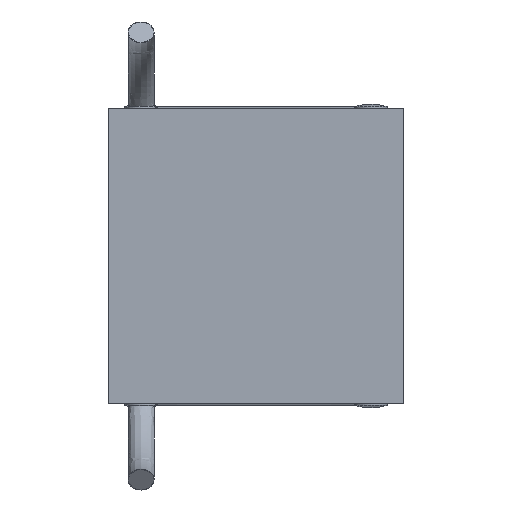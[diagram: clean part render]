
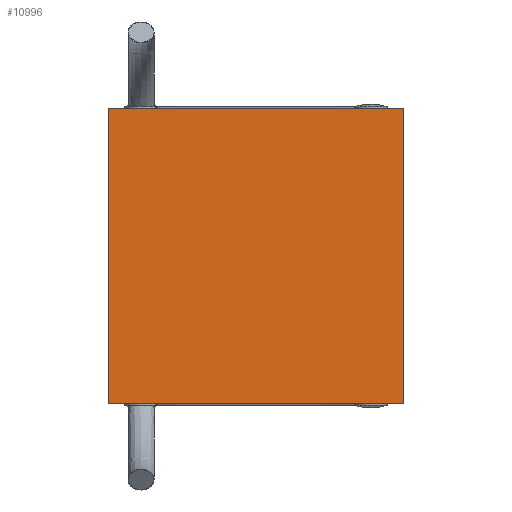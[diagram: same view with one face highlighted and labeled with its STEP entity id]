
A CAD part, front view. The second image highlights one B-rep face of the part: STEP entity #10996.
In plain terms, the highlighted planar face has unit normal (0, -1, 0).
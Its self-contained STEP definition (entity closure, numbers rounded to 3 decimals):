
#327 = LINE ( 'NONE', #16348, #14956 ) ;
#349 = VERTEX_POINT ( 'NONE', #13521 ) ;
#1656 = VECTOR ( 'NONE', #9835, 1000. ) ;
#1957 = VECTOR ( 'NONE', #18932, 1000. ) ;
#3051 = CARTESIAN_POINT ( 'NONE',  ( -5., -3.502, 5. ) ) ;
#3718 = ORIENTED_EDGE ( 'NONE', *, *, #16378, .T. ) ;
#5311 = CARTESIAN_POINT ( 'NONE',  ( 0., -3.502, 0. ) ) ;
#5985 = AXIS2_PLACEMENT_3D ( 'NONE', #5311, #19226, #7312 ) ;
#6078 = LINE ( 'NONE', #25520, #16736 ) ;
#7017 = CARTESIAN_POINT ( 'NONE',  ( 5., -3.502, 5. ) ) ;
#7312 = DIRECTION ( 'NONE',  ( 0., 0., -1. ) ) ;
#7913 = CARTESIAN_POINT ( 'NONE',  ( 5., -3.502, -5. ) ) ;
#7921 = EDGE_LOOP ( 'NONE', ( #3718, #19237, #11779, #8522 ) ) ;
#8522 = ORIENTED_EDGE ( 'NONE', *, *, #20887, .T. ) ;
#9633 = VERTEX_POINT ( 'NONE', #25019 ) ;
#9835 = DIRECTION ( 'NONE',  ( 0., 0., -1. ) ) ;
#9919 = CARTESIAN_POINT ( 'NONE',  ( -5., -3.502, -5. ) ) ;
#10996 = ADVANCED_FACE ( 'NONE', ( #24356 ), #21142, .T. ) ;
#11779 = ORIENTED_EDGE ( 'NONE', *, *, #25094, .T. ) ;
#12226 = LINE ( 'NONE', #9919, #1656 ) ;
#13521 = CARTESIAN_POINT ( 'NONE',  ( -5., -3.502, -5. ) ) ;
#13601 = DIRECTION ( 'NONE',  ( 0., 0., 1. ) ) ;
#14956 = VECTOR ( 'NONE', #24207, 1000. ) ;
#15275 = VERTEX_POINT ( 'NONE', #3051 ) ;
#16348 = CARTESIAN_POINT ( 'NONE',  ( 5., -3.502, -5. ) ) ;
#16378 = EDGE_CURVE ( 'NONE', #15275, #349, #12226, .T. ) ;
#16736 = VECTOR ( 'NONE', #13601, 1000. ) ;
#17889 = VERTEX_POINT ( 'NONE', #7913 ) ;
#18932 = DIRECTION ( 'NONE',  ( -1., 0., 0. ) ) ;
#19226 = DIRECTION ( 'NONE',  ( 0., -1., 0. ) ) ;
#19237 = ORIENTED_EDGE ( 'NONE', *, *, #23812, .T. ) ;
#20887 = EDGE_CURVE ( 'NONE', #9633, #15275, #22475, .T. ) ;
#21142 = PLANE ( 'NONE',  #5985 ) ;
#22475 = LINE ( 'NONE', #7017, #1957 ) ;
#23812 = EDGE_CURVE ( 'NONE', #349, #17889, #327, .T. ) ;
#24207 = DIRECTION ( 'NONE',  ( 1., 0., 0. ) ) ;
#24356 = FACE_OUTER_BOUND ( 'NONE', #7921, .T. ) ;
#25019 = CARTESIAN_POINT ( 'NONE',  ( 5., -3.502, 5. ) ) ;
#25094 = EDGE_CURVE ( 'NONE', #17889, #9633, #6078, .T. ) ;
#25520 = CARTESIAN_POINT ( 'NONE',  ( 5., -3.502, -5. ) ) ;
